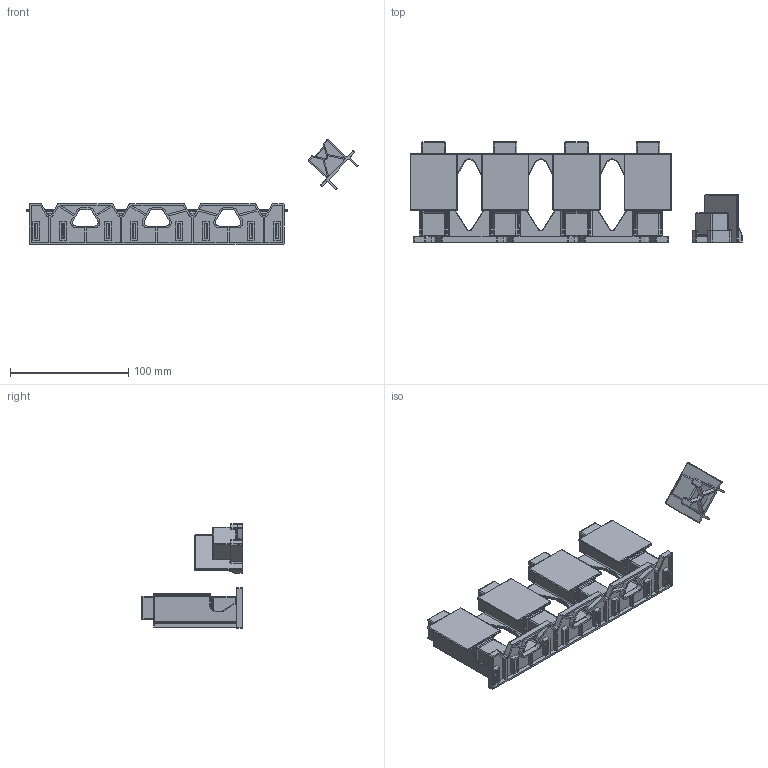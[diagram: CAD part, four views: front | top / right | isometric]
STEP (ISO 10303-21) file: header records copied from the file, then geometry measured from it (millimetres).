
FILE_DESCRIPTION((''),'2;1');
FILE_NAME('SPEICHER_KPL_ASM','2021-12-01T14:13:32',('thoma'),(''),'CREO PARAMETRIC BY PTC INC, 2020053','CREO PARAMETRIC BY PTC INC, 2020053','');
FILE_SCHEMA(('CONFIG_CONTROL_DESIGN'));
Length unit declared in the file: millimetre
Products named in the file (4): WUERFELSPEICHER; WUERFEL; EINZEL_WUERFELSPEICHER; SPEICHER_KPL_ASM
Assembly tree (19 placements, depth 2):
  SPEICHER_KPL_ASM
    WUERFELSPEICHER
    WUERFEL  x17
    EINZEL_WUERFELSPEICHER
Bounding box: 281.15 x 85 x 88.66 mm (x, y, z)
Volume: 215415.3 mm3; surface area: 127748.2 mm2
Topology: 20 solids, 20 shells, 1607 faces, 3581 edges, 2032 vertices
Faces by surface type: cylinder 661, plane 525, sphere 200, torus 165, bspline 32, cone 24
Entity records: 35081 total; most frequent: CARTESIAN_POINT 6930, DIRECTION 6282, ORIENTED_EDGE 5626, EDGE_CURVE 2813, AXIS2_PLACEMENT_3D 2315, VECTOR 1652, LINE 1652, VERTEX_POINT 1648
